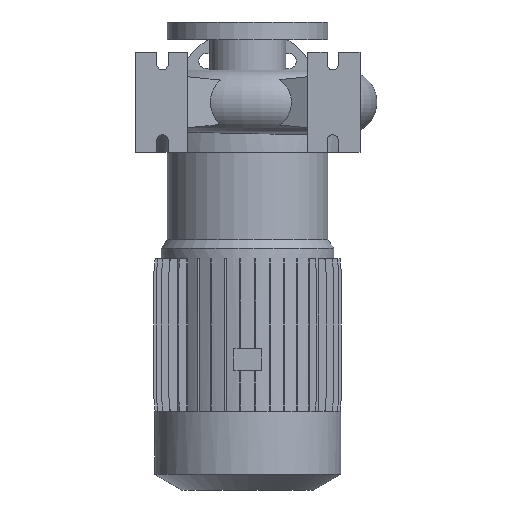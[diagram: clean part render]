
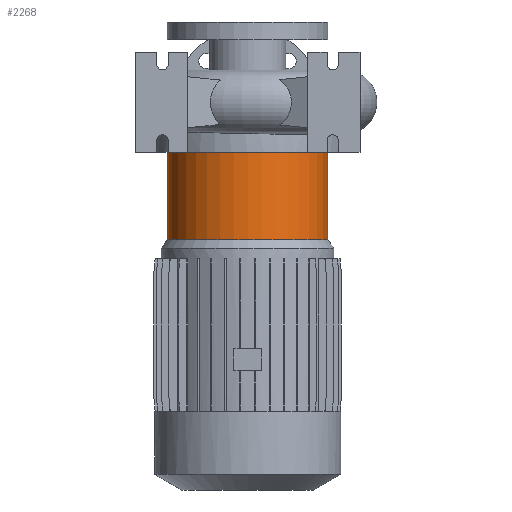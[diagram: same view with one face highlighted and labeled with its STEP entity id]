
A CAD part, front view. The second image highlights one B-rep face of the part: STEP entity #2268.
In plain terms, the highlighted cylindrical face has radius 100 mm (diameter 200 mm), a partial arc.
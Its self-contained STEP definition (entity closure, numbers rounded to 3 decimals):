
#748 = CARTESIAN_POINT ( 'NONE',  ( 100., 0., 100. ) ) ;
#825 = EDGE_CURVE ( 'NONE', #4983, #13632, #11555, .T. ) ;
#924 = CARTESIAN_POINT ( 'NONE',  ( 100., 0., -62. ) ) ;
#1206 = CYLINDRICAL_SURFACE ( 'NONE', #9041, 100. ) ;
#1907 = EDGE_CURVE ( 'NONE', #4983, #4229, #13198, .T. ) ;
#2268 = ADVANCED_FACE ( 'NONE', ( #2296 ), #1206, .T. ) ;
#2296 = FACE_OUTER_BOUND ( 'NONE', #2599, .T. ) ;
#2598 = EDGE_CURVE ( 'NONE', #13632, #3596, #10637, .T. ) ;
#2599 = EDGE_LOOP ( 'NONE', ( #12074, #5936, #12904, #3006 ) ) ;
#3006 = ORIENTED_EDGE ( 'NONE', *, *, #5112, .F. ) ;
#3203 = AXIS2_PLACEMENT_3D ( 'NONE', #9405, #8298, #7486 ) ;
#3596 = VERTEX_POINT ( 'NONE', #924 ) ;
#4228 = CIRCLE ( 'NONE', #12104, 100. ) ;
#4229 = VERTEX_POINT ( 'NONE', #10625 ) ;
#4406 = CARTESIAN_POINT ( 'NONE',  ( 0., 0., 100. ) ) ;
#4983 = VERTEX_POINT ( 'NONE', #12192 ) ;
#5112 = EDGE_CURVE ( 'NONE', #4229, #3596, #4228, .T. ) ;
#5570 = VECTOR ( 'NONE', #8383, 1000. ) ;
#5936 = ORIENTED_EDGE ( 'NONE', *, *, #825, .T. ) ;
#6235 = VECTOR ( 'NONE', #8844, 1000. ) ;
#6499 = DIRECTION ( 'NONE',  ( 1., 0., 0. ) ) ;
#7306 = CARTESIAN_POINT ( 'NONE',  ( 0., 0., -62. ) ) ;
#7486 = DIRECTION ( 'NONE',  ( 1., 0., 0. ) ) ;
#8298 = DIRECTION ( 'NONE',  ( 0., 0., 1. ) ) ;
#8383 = DIRECTION ( 'NONE',  ( 0., 0., 1. ) ) ;
#8844 = DIRECTION ( 'NONE',  ( 0., 0., 1. ) ) ;
#8909 = DIRECTION ( 'NONE',  ( 0., 0., 1. ) ) ;
#9041 = AXIS2_PLACEMENT_3D ( 'NONE', #4406, #8909, #6499 ) ;
#9107 = CARTESIAN_POINT ( 'NONE',  ( 100., 0., -171.172 ) ) ;
#9405 = CARTESIAN_POINT ( 'NONE',  ( 0., 0., -171.172 ) ) ;
#9642 = CARTESIAN_POINT ( 'NONE',  ( -100., 0., 100. ) ) ;
#10625 = CARTESIAN_POINT ( 'NONE',  ( -100., 0., -62. ) ) ;
#10637 = LINE ( 'NONE', #748, #5570 ) ;
#11467 = DIRECTION ( 'NONE',  ( 0., 0., 1. ) ) ;
#11555 = CIRCLE ( 'NONE', #3203, 100. ) ;
#11607 = DIRECTION ( 'NONE',  ( 1., 0., 0. ) ) ;
#12074 = ORIENTED_EDGE ( 'NONE', *, *, #1907, .F. ) ;
#12104 = AXIS2_PLACEMENT_3D ( 'NONE', #7306, #11467, #11607 ) ;
#12192 = CARTESIAN_POINT ( 'NONE',  ( -100., 0., -171.172 ) ) ;
#12904 = ORIENTED_EDGE ( 'NONE', *, *, #2598, .T. ) ;
#13198 = LINE ( 'NONE', #9642, #6235 ) ;
#13632 = VERTEX_POINT ( 'NONE', #9107 ) ;
